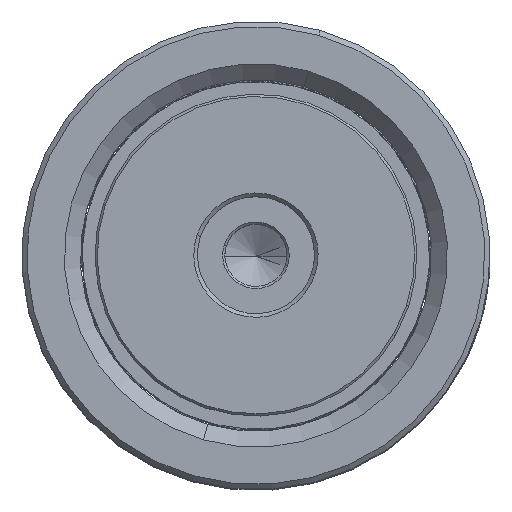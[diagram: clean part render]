
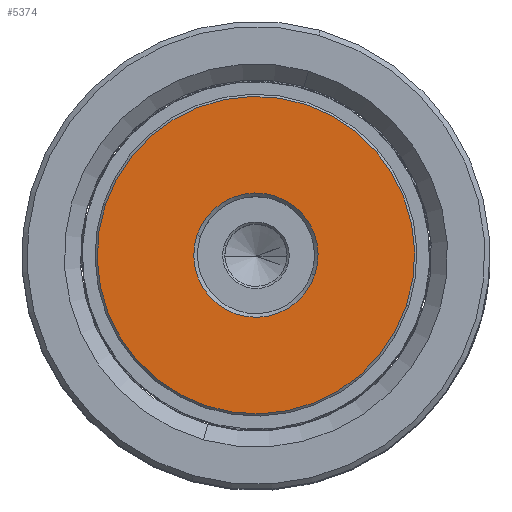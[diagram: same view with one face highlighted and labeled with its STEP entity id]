
A CAD part, top view. The second image highlights one B-rep face of the part: STEP entity #5374.
In plain terms, the highlighted face is planar.
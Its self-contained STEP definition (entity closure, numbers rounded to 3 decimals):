
#1221 = VERTEX_POINT ( 'NONE', #4351 ) ;
#4351 = CARTESIAN_POINT ( 'NONE',  ( 21.7, 0., 0. ) ) ;
#5374 = ADVANCED_FACE ( 'NONE', ( #18098, #11945 ), #18689, .F. ) ;
#5409 = CIRCLE ( 'NONE', #24913, 21.7 ) ;
#5918 = CIRCLE ( 'NONE', #7185, 8.5 ) ;
#5971 = CARTESIAN_POINT ( 'NONE',  ( -8.5, 0., 0. ) ) ;
#6760 = DIRECTION ( 'NONE',  ( 0., 0., -1. ) ) ;
#7185 = AXIS2_PLACEMENT_3D ( 'NONE', #11721, #17490, #14437 ) ;
#7380 = DIRECTION ( 'NONE',  ( 1., 0., 0. ) ) ;
#8091 = CIRCLE ( 'NONE', #15054, 21.7 ) ;
#8244 = AXIS2_PLACEMENT_3D ( 'NONE', #24167, #10095, #7380 ) ;
#8893 = VERTEX_POINT ( 'NONE', #21062 ) ;
#10095 = DIRECTION ( 'NONE',  ( 0., 0., 1. ) ) ;
#11718 = EDGE_CURVE ( 'NONE', #8893, #1221, #5409, .T. ) ;
#11721 = CARTESIAN_POINT ( 'NONE',  ( 0., 0., 0. ) ) ;
#11945 = FACE_BOUND ( 'NONE', #14439, .T. ) ;
#13479 = EDGE_CURVE ( 'NONE', #1221, #8893, #8091, .T. ) ;
#13884 = VERTEX_POINT ( 'NONE', #31774 ) ;
#14437 = DIRECTION ( 'NONE',  ( 1., 0., 0. ) ) ;
#14439 = EDGE_LOOP ( 'NONE', ( #30097, #29637 ) ) ;
#15054 = AXIS2_PLACEMENT_3D ( 'NONE', #23902, #6760, #26519 ) ;
#15975 = EDGE_CURVE ( 'NONE', #17999, #13884, #35277, .T. ) ;
#17213 = DIRECTION ( 'NONE',  ( 0., 0., -1. ) ) ;
#17490 = DIRECTION ( 'NONE',  ( 0., 0., 1. ) ) ;
#17999 = VERTEX_POINT ( 'NONE', #5971 ) ;
#18098 = FACE_OUTER_BOUND ( 'NONE', #28788, .T. ) ;
#18689 = PLANE ( 'NONE',  #8244 ) ;
#19092 = DIRECTION ( 'NONE',  ( 1., 0., 0. ) ) ;
#19653 = ORIENTED_EDGE ( 'NONE', *, *, #13479, .T. ) ;
#20045 = DIRECTION ( 'NONE',  ( 1., 0., 0. ) ) ;
#20455 = EDGE_CURVE ( 'NONE', #13884, #17999, #5918, .T. ) ;
#21062 = CARTESIAN_POINT ( 'NONE',  ( -21.7, 0., 0. ) ) ;
#23902 = CARTESIAN_POINT ( 'NONE',  ( 0., 0., 0. ) ) ;
#24167 = CARTESIAN_POINT ( 'NONE',  ( 0., 0., 0. ) ) ;
#24913 = AXIS2_PLACEMENT_3D ( 'NONE', #28519, #17213, #20045 ) ;
#26519 = DIRECTION ( 'NONE',  ( 1., 0., 0. ) ) ;
#28519 = CARTESIAN_POINT ( 'NONE',  ( 0., 0., 0. ) ) ;
#28788 = EDGE_LOOP ( 'NONE', ( #19653, #31490 ) ) ;
#29637 = ORIENTED_EDGE ( 'NONE', *, *, #20455, .T. ) ;
#30097 = ORIENTED_EDGE ( 'NONE', *, *, #15975, .T. ) ;
#31490 = ORIENTED_EDGE ( 'NONE', *, *, #11718, .T. ) ;
#31774 = CARTESIAN_POINT ( 'NONE',  ( 8.5, 0., 0. ) ) ;
#33332 = DIRECTION ( 'NONE',  ( 0., 0., 1. ) ) ;
#35277 = CIRCLE ( 'NONE', #36176, 8.5 ) ;
#36070 = CARTESIAN_POINT ( 'NONE',  ( 0., 0., 0. ) ) ;
#36176 = AXIS2_PLACEMENT_3D ( 'NONE', #36070, #33332, #19092 ) ;
